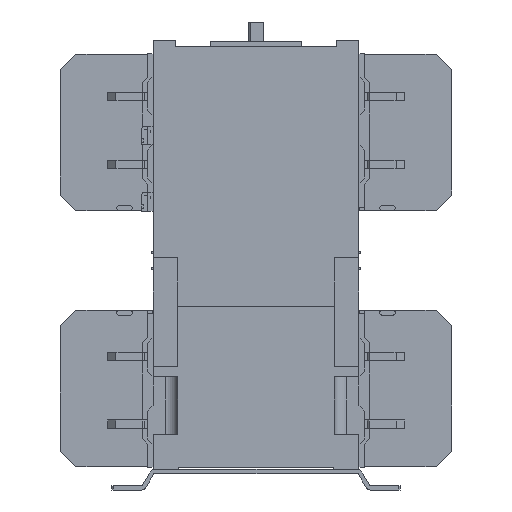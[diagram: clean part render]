
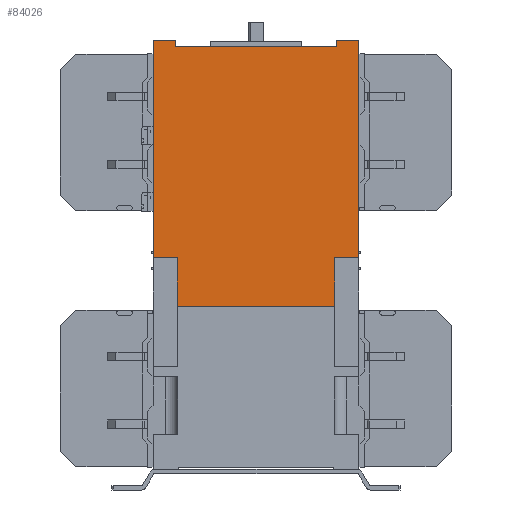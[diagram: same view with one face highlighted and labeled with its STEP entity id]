
A CAD part, left-side view. The second image highlights one B-rep face of the part: STEP entity #84026.
In plain terms, the highlighted planar face has unit normal (-1, 0, 0).
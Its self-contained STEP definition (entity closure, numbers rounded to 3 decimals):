
#55384=DIRECTION('',(0.,0.,-1.));
#55385=VECTOR('',#55384,211.);
#55386=CARTESIAN_POINT('',(-339.737,91.99,
248.494));
#55387=LINE('',#55386,#55385);
#59370=DIRECTION('',(0.,0.,-1.));
#59371=VECTOR('',#59370,6.);
#59372=CARTESIAN_POINT('',(-339.737,70.49,
248.494));
#59373=LINE('',#59372,#59371);
#59374=DIRECTION('',(0.,-1.,0.));
#59375=VECTOR('',#59374,21.5);
#59376=CARTESIAN_POINT('',(-339.737,-86.51,
248.494));
#59377=LINE('',#59376,#59375);
#59378=DIRECTION('',(0.,0.,-1.));
#59379=VECTOR('',#59378,211.);
#59380=CARTESIAN_POINT('',(-339.737,-108.01,
248.494));
#59381=LINE('',#59380,#59379);
#59382=DIRECTION('',(0.,1.,0.));
#59383=VECTOR('',#59382,23.7);
#59384=CARTESIAN_POINT('',(-339.737,-108.01,
37.494));
#59385=LINE('',#59384,#59383);
#59386=DIRECTION('',(0.,1.,0.));
#59387=VECTOR('',#59386,152.6);
#59388=CARTESIAN_POINT('',(-339.737,-84.31,
-9.506));
#59389=LINE('',#59388,#59387);
#59390=DIRECTION('',(0.,0.,1.));
#59391=VECTOR('',#59390,47.);
#59392=CARTESIAN_POINT('',(-339.737,68.29,
-9.506));
#59393=LINE('',#59392,#59391);
#59394=DIRECTION('',(0.,1.,0.));
#59395=VECTOR('',#59394,23.7);
#59396=CARTESIAN_POINT('',(-339.737,68.29,
37.494));
#59397=LINE('',#59396,#59395);
#59407=DIRECTION('',(0.,1.,0.));
#59408=VECTOR('',#59407,21.5);
#59409=CARTESIAN_POINT('',(-339.737,70.49,
248.494));
#59410=LINE('',#59409,#59408);
#59440=DIRECTION('',(0.,1.,0.));
#59441=VECTOR('',#59440,157.);
#59442=CARTESIAN_POINT('',(-339.737,-86.51,
242.494));
#59443=LINE('',#59442,#59441);
#60172=DIRECTION('',(0.,0.,-1.));
#60173=VECTOR('',#60172,6.);
#60174=CARTESIAN_POINT('',(-339.737,-86.51,
248.494));
#60175=LINE('',#60174,#60173);
#64332=DIRECTION('',(0.,0.,1.));
#64333=VECTOR('',#64332,47.);
#64334=CARTESIAN_POINT('',(-339.737,-84.31,
-9.506));
#64335=LINE('',#64334,#64333);
#70560=CARTESIAN_POINT('',(-339.737,91.99,
248.494));
#70561=VERTEX_POINT('',#70560);
#70562=CARTESIAN_POINT('',(-339.737,91.99,
37.494));
#70563=VERTEX_POINT('',#70562);
#70996=CARTESIAN_POINT('',(-339.737,-108.01,
37.494));
#70997=VERTEX_POINT('',#70996);
#70998=CARTESIAN_POINT('',(-339.737,-108.01,
248.494));
#70999=VERTEX_POINT('',#70998);
#72048=CARTESIAN_POINT('',(-339.737,68.29,
37.494));
#72049=VERTEX_POINT('',#72048);
#72050=CARTESIAN_POINT('',(-339.737,68.29,
-9.506));
#72051=VERTEX_POINT('',#72050);
#72052=CARTESIAN_POINT('',(-339.737,70.49,
248.494));
#72053=VERTEX_POINT('',#72052);
#72054=CARTESIAN_POINT('',(-339.737,70.49,
242.494));
#72055=VERTEX_POINT('',#72054);
#72056=CARTESIAN_POINT('',(-339.737,-86.51,
242.494));
#72057=VERTEX_POINT('',#72056);
#72058=CARTESIAN_POINT('',(-339.737,-86.51,
248.494));
#72059=VERTEX_POINT('',#72058);
#72060=CARTESIAN_POINT('',(-339.737,-84.31,
37.494));
#72061=VERTEX_POINT('',#72060);
#72062=CARTESIAN_POINT('',(-339.737,-84.31,
-9.506));
#72063=VERTEX_POINT('',#72062);
#83999=CARTESIAN_POINT('',(-339.737,-93.935,
243.494));
#84000=DIRECTION('',(-1.,0.,0.));
#84001=DIRECTION('',(0.,0.,-1.));
#84002=AXIS2_PLACEMENT_3D('',#83999,#84000,#84001);
#84003=PLANE('',#84002);
#84005=ORIENTED_EDGE('',*,*,#84004,.F.);
#84007=ORIENTED_EDGE('',*,*,#84006,.T.);
#84009=ORIENTED_EDGE('',*,*,#84008,.F.);
#84011=ORIENTED_EDGE('',*,*,#84010,.F.);
#84013=ORIENTED_EDGE('',*,*,#84012,.T.);
#84014=ORIENTED_EDGE('',*,*,#75517,.T.);
#84016=ORIENTED_EDGE('',*,*,#84015,.T.);
#84018=ORIENTED_EDGE('',*,*,#84017,.F.);
#84020=ORIENTED_EDGE('',*,*,#84019,.T.);
#84021=ORIENTED_EDGE('',*,*,#83964,.T.);
#84022=ORIENTED_EDGE('',*,*,#83985,.T.);
#84023=ORIENTED_EDGE('',*,*,#76000,.F.);
#84024=EDGE_LOOP('',(#84005,#84007,#84009,#84011,#84013,#84014,#84016,#84018,
#84020,#84021,#84022,#84023));
#84025=FACE_OUTER_BOUND('',#84024,.F.);
#75517=EDGE_CURVE('',#70999,#70997,#59381,.T.);
#76000=EDGE_CURVE('',#70561,#70563,#55387,.T.);
#83964=EDGE_CURVE('',#72051,#72049,#59393,.T.);
#83985=EDGE_CURVE('',#72049,#70563,#59397,.T.);
#84004=EDGE_CURVE('',#72053,#70561,#59410,.T.);
#84006=EDGE_CURVE('',#72053,#72055,#59373,.T.);
#84008=EDGE_CURVE('',#72057,#72055,#59443,.T.);
#84010=EDGE_CURVE('',#72059,#72057,#60175,.T.);
#84012=EDGE_CURVE('',#72059,#70999,#59377,.T.);
#84015=EDGE_CURVE('',#70997,#72061,#59385,.T.);
#84017=EDGE_CURVE('',#72063,#72061,#64335,.T.);
#84019=EDGE_CURVE('',#72063,#72051,#59389,.T.);
#84026=ADVANCED_FACE('',(#84025),#84003,.T.);
